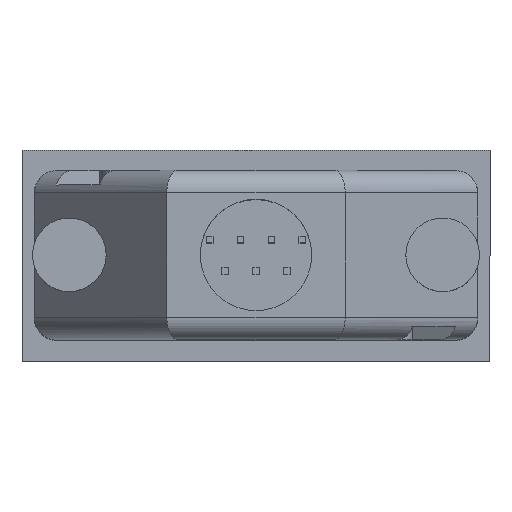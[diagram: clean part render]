
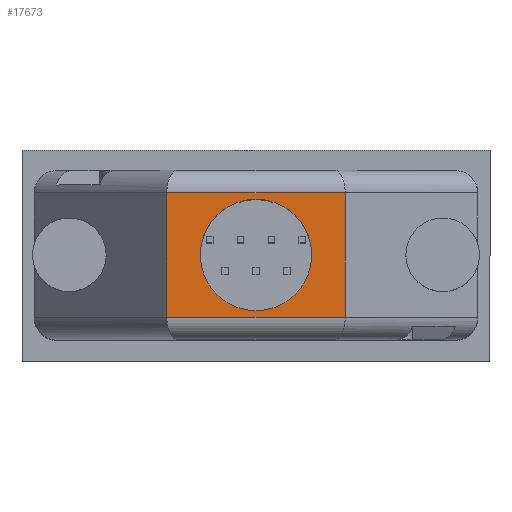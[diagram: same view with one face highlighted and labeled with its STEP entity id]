
A CAD part, top view. The second image highlights one B-rep face of the part: STEP entity #17673.
In plain terms, the highlighted face is planar.
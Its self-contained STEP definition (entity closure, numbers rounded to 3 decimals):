
#490 = VERTEX_POINT ( 'NONE', #21517 ) ;
#665 = AXIS2_PLACEMENT_3D ( 'NONE', #17558, #1597, #25744 ) ;
#1032 = CARTESIAN_POINT ( 'NONE',  ( -8., -5.6, -20.6 ) ) ;
#1347 = DIRECTION ( 'NONE',  ( 0., 0., 1. ) ) ;
#1597 = DIRECTION ( 'NONE',  ( 0., 0., -1. ) ) ;
#1815 = EDGE_LOOP ( 'NONE', ( #19318, #2137 ) ) ;
#2052 = CARTESIAN_POINT ( 'NONE',  ( 8., -5.6, -20.6 ) ) ;
#2137 = ORIENTED_EDGE ( 'NONE', *, *, #18917, .F. ) ;
#2179 = VERTEX_POINT ( 'NONE', #2751 ) ;
#2751 = CARTESIAN_POINT ( 'NONE',  ( 5., 0., -20.6 ) ) ;
#3530 = CARTESIAN_POINT ( 'NONE',  ( -8., 5.6, -20.6 ) ) ;
#4188 = CARTESIAN_POINT ( 'NONE',  ( -8., 7.6, -20.6 ) ) ;
#4392 = EDGE_CURVE ( 'NONE', #490, #2179, #9307, .T. ) ;
#4409 = DIRECTION ( 'NONE',  ( -1., 0., 0. ) ) ;
#4493 = ORIENTED_EDGE ( 'NONE', *, *, #17633, .T. ) ;
#4757 = CARTESIAN_POINT ( 'NONE',  ( -8., -5.6, -20.6 ) ) ;
#4841 = EDGE_CURVE ( 'NONE', #17070, #5099, #6771, .T. ) ;
#5099 = VERTEX_POINT ( 'NONE', #8620 ) ;
#6771 = LINE ( 'NONE', #3530, #20569 ) ;
#7271 = PLANE ( 'NONE',  #18448 ) ;
#7562 = EDGE_CURVE ( 'NONE', #17070, #24640, #20181, .T. ) ;
#8620 = CARTESIAN_POINT ( 'NONE',  ( 8., 5.6, -20.6 ) ) ;
#9307 = CIRCLE ( 'NONE', #15768, 5. ) ;
#9588 = DIRECTION ( 'NONE',  ( 1., 0., 0. ) ) ;
#9941 = VERTEX_POINT ( 'NONE', #2052 ) ;
#10312 = CARTESIAN_POINT ( 'NONE',  ( 0., 0., -20.6 ) ) ;
#10432 = DIRECTION ( 'NONE',  ( 0., -1., 0. ) ) ;
#12947 = DIRECTION ( 'NONE',  ( 0., -1., 0. ) ) ;
#13202 = CARTESIAN_POINT ( 'NONE',  ( 8., 7.6, -20.6 ) ) ;
#13492 = ORIENTED_EDGE ( 'NONE', *, *, #4841, .T. ) ;
#13822 = CIRCLE ( 'NONE', #665, 5. ) ;
#13920 = VECTOR ( 'NONE', #12947, 1000. ) ;
#14193 = FACE_OUTER_BOUND ( 'NONE', #14381, .T. ) ;
#14381 = EDGE_LOOP ( 'NONE', ( #17984, #13492, #4493, #25407 ) ) ;
#14505 = DIRECTION ( 'NONE',  ( 0., 0., -1. ) ) ;
#15694 = VECTOR ( 'NONE', #24782, 1000. ) ;
#15768 = AXIS2_PLACEMENT_3D ( 'NONE', #10312, #14505, #4409 ) ;
#16677 = VECTOR ( 'NONE', #10432, 1000. ) ;
#17070 = VERTEX_POINT ( 'NONE', #23008 ) ;
#17297 = DIRECTION ( 'NONE',  ( 1., 0., 0. ) ) ;
#17558 = CARTESIAN_POINT ( 'NONE',  ( 0., 0., -20.6 ) ) ;
#17633 = EDGE_CURVE ( 'NONE', #5099, #9941, #21779, .T. ) ;
#17673 = ADVANCED_FACE ( 'NONE', ( #17950, #14193 ), #7271, .F. ) ;
#17950 = FACE_BOUND ( 'NONE', #1815, .T. ) ;
#17984 = ORIENTED_EDGE ( 'NONE', *, *, #7562, .F. ) ;
#18448 = AXIS2_PLACEMENT_3D ( 'NONE', #23397, #1347, #17297 ) ;
#18628 = EDGE_CURVE ( 'NONE', #9941, #24640, #21055, .T. ) ;
#18917 = EDGE_CURVE ( 'NONE', #2179, #490, #13822, .T. ) ;
#19318 = ORIENTED_EDGE ( 'NONE', *, *, #4392, .F. ) ;
#20181 = LINE ( 'NONE', #4188, #16677 ) ;
#20569 = VECTOR ( 'NONE', #9588, 1000. ) ;
#21055 = LINE ( 'NONE', #4757, #15694 ) ;
#21517 = CARTESIAN_POINT ( 'NONE',  ( -5., 0., -20.6 ) ) ;
#21779 = LINE ( 'NONE', #13202, #13920 ) ;
#23008 = CARTESIAN_POINT ( 'NONE',  ( -8., 5.6, -20.6 ) ) ;
#23397 = CARTESIAN_POINT ( 'NONE',  ( -8., 7.6, -20.6 ) ) ;
#24640 = VERTEX_POINT ( 'NONE', #1032 ) ;
#24782 = DIRECTION ( 'NONE',  ( -1., 0., 0. ) ) ;
#25407 = ORIENTED_EDGE ( 'NONE', *, *, #18628, .T. ) ;
#25744 = DIRECTION ( 'NONE',  ( -1., 0., 0. ) ) ;
